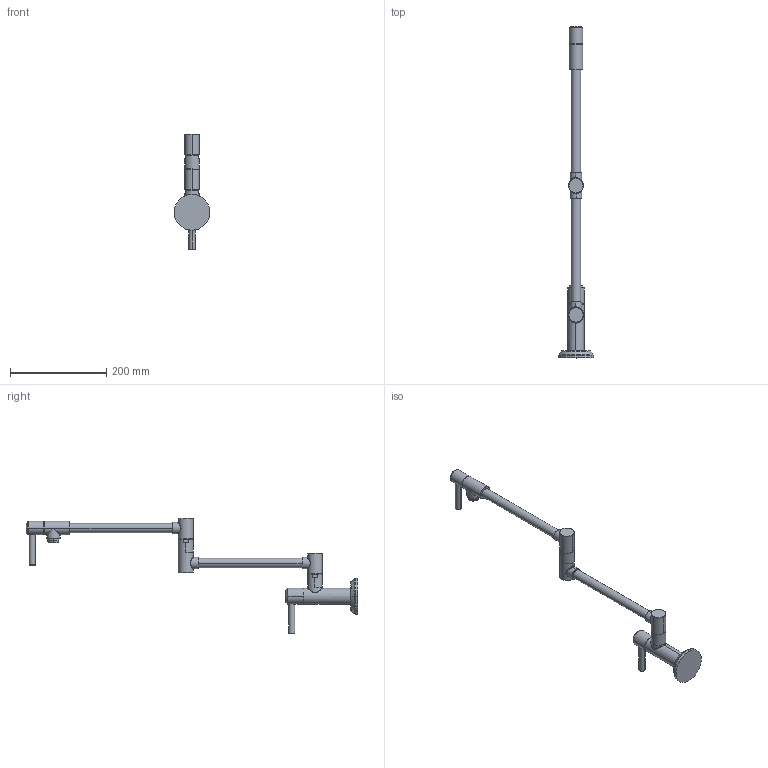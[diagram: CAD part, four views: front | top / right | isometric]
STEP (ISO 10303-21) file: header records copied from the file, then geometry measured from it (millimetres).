
FILE_DESCRIPTION((''),'2;1');
FILE_NAME('3200-5503','2020-12-01T13:53:59',('jinson.thomas'),(''),'CREO PARAMETRIC BY PTC INC, 2018400','CREO PARAMETRIC BY PTC INC, 2018400','');
FILE_SCHEMA(('CONFIG_CONTROL_DESIGN'));
Length unit declared in the file: inch
Products named in the file (1): 3200-5503
Bounding box: 74.17 x 689 x 239.18 mm (x, y, z)
Volume: 531363.1 mm3; surface area: 89919.3 mm2
Topology: 1 solids, 1 shells, 129 faces, 282 edges, 172 vertices
Faces by surface type: cylinder 44, plane 32, torus 24, bspline 20, cone 9
Entity records: 6548 total; most frequent: CARTESIAN_POINT 3711, DIRECTION 610, ORIENTED_EDGE 564, EDGE_CURVE 282, AXIS2_PLACEMENT_3D 267, VERTEX_POINT 172, CIRCLE 158, EDGE_LOOP 146
